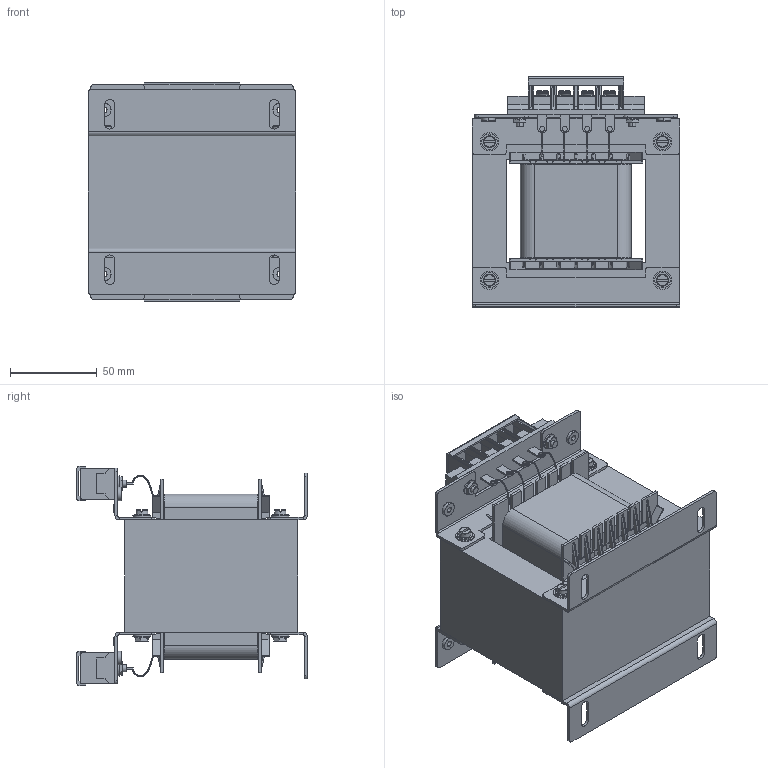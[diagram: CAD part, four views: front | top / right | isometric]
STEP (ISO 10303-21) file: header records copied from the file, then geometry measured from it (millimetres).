
FILE_DESCRIPTION (( 'STEP AP214' ), '1' );
FILE_NAME ('9606 step.STEP', '2025-04-21T06:09:07', ( '' ), ( '' ), 'SwSTEP 2.0', 'SolidWorks 2022', '' );
FILE_SCHEMA (( 'AUTOMOTIVE_DESIGN' ));
Length unit declared in the file: millimetre
Products named in the file (1): 9606 step
Bounding box: 120 x 133 x 126.76 mm (x, y, z)
Volume: 884355.2 mm3; surface area: 238194.1 mm2
Topology: 59 solids, 59 shells, 3115 faces, 7973 edges, 5002 vertices
Faces by surface type: plane 1981, cylinder 654, bspline 184, torus 152, cone 144
Entity records: 138062 total; most frequent: CARTESIAN_POINT 29613, ORIENTED_EDGE 15882, DIRECTION 14097, EDGE_CURVE 7941, LINE 5361, VECTOR 5361, VERTEX_POINT 5002, AXIS2_PLACEMENT_3D 4368
